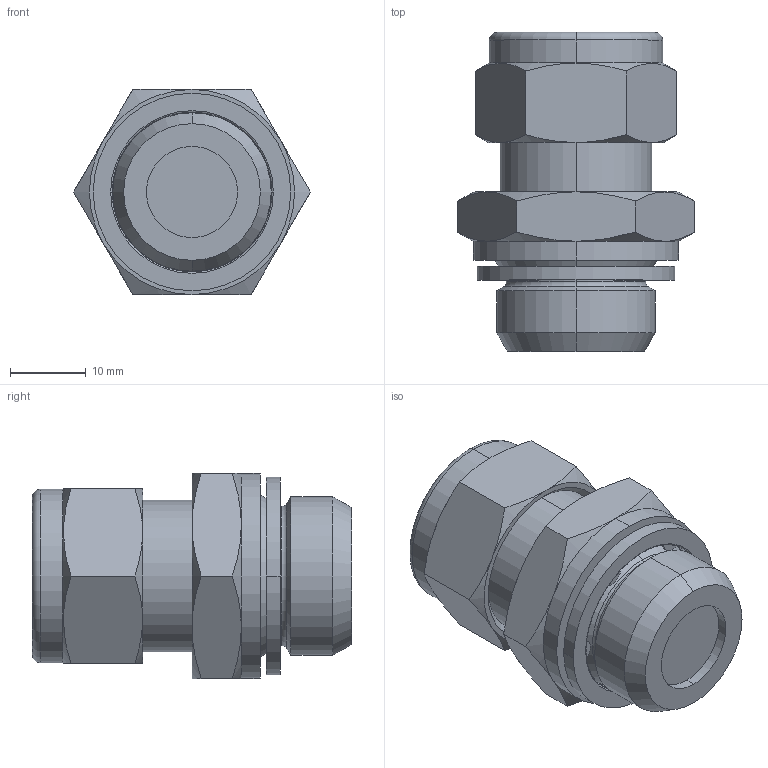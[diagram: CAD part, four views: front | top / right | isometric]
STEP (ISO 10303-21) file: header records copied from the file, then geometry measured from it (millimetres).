
FILE_DESCRIPTION (( 'STEP AP214' ), '1' );
FILE_NAME ('1048500010.step', '2013-02-25T17:16:57', ( '' ), ( '' ), 'SwSTEP 2.0', 'SolidWorks 2012', '' );
FILE_SCHEMA (( 'AUTOMOTIVE_DESIGN' ));
Length unit declared in the file: millimetre
Products named in the file (1): 1048500010
Bounding box: 31.18 x 42 x 27 mm (x, y, z)
Volume: 17521.3 mm3; surface area: 5385 mm2
Topology: 2 solids, 2 shells, 98 faces, 215 edges, 126 vertices
Faces by surface type: plane 33, cone 30, cylinder 25, torus 10
Entity records: 4000 total; most frequent: CARTESIAN_POINT 724, DIRECTION 485, ORIENTED_EDGE 430, AXIS2_PLACEMENT_3D 215, EDGE_CURVE 215, VERTEX_POINT 126, CIRCLE 116, EDGE_LOOP 105
